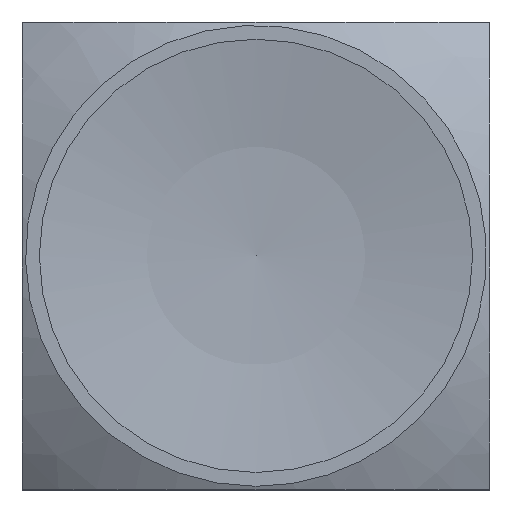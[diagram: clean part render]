
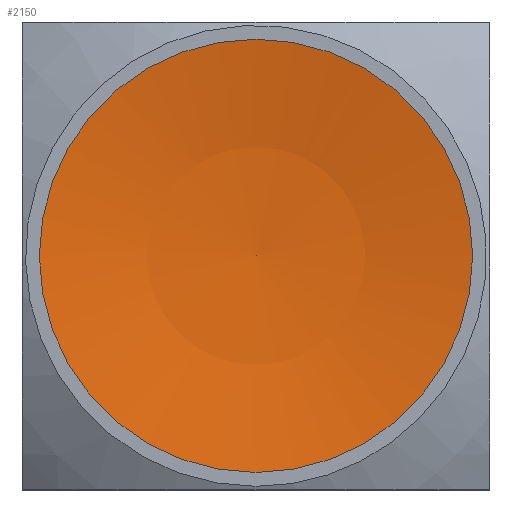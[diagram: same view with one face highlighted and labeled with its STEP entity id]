
A CAD part, top view. The second image highlights one B-rep face of the part: STEP entity #2150.
In plain terms, the highlighted spherical face has radius 41 mm.
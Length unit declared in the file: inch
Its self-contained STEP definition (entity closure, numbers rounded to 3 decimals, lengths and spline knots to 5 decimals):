
#1987=CARTESIAN_POINT('',(0.,-0.31731,0.88583));
#1988=VERTEX_POINT('',#1987);
#1989=CARTESIAN_POINT('',(0.,0.,0.88583));
#1990=DIRECTION('',(0.0,0.0,-1.0));
#1991=DIRECTION('',(0.0,1.0,0.0));
#1992=AXIS2_PLACEMENT_3D('',#1989,#1990,#1991);
#1993=CIRCLE('',#1992,0.31731);
#1994=EDGE_CURVE('',#1988,#1988,#1993,.T.);
#2142=CARTESIAN_POINT('',(0.,0.,2.4685));
#2143=DIRECTION('',(0.0,0.0,1.0));
#2144=DIRECTION('',(1.0,0.0,0.0));
#2145=AXIS2_PLACEMENT_3D('',#2142,#2143,#2144);
#2146=SPHERICAL_SURFACE('',#2145,1.61417);
#2147=ORIENTED_EDGE('',*,*,#1994,.F.);
#2148=EDGE_LOOP('',(#2147));
#2149=FACE_OUTER_BOUND('',#2148,.T.);
#2150=ADVANCED_FACE('',(#2149),#2146,.F.);
